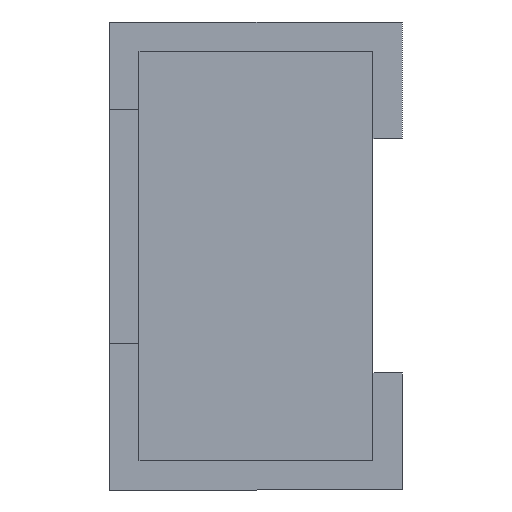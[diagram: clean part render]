
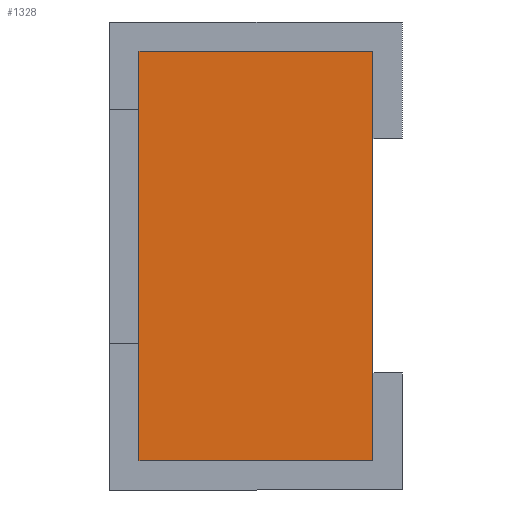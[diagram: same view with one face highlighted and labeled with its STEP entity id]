
A CAD part, left-side view. The second image highlights one B-rep face of the part: STEP entity #1328.
In plain terms, the highlighted planar face has unit normal (-1, 0, 0).
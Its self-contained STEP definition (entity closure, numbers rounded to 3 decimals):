
#1 = ORIENTED_EDGE ( 'NONE', *, *, #1218, .F. ) ;
#19 = CARTESIAN_POINT ( 'NONE',  ( -0.8, 0.45, 0.35 ) ) ;
#35 = DIRECTION ( 'NONE',  ( 0., 0., -1. ) ) ;
#58 = EDGE_CURVE ( 'NONE', #184, #973, #1315, .T. ) ;
#66 = AXIS2_PLACEMENT_3D ( 'NONE', #1483, #950, #35 ) ;
#153 = ORIENTED_EDGE ( 'NONE', *, *, #856, .F. ) ;
#184 = VERTEX_POINT ( 'NONE', #751 ) ;
#225 = ORIENTED_EDGE ( 'NONE', *, *, #58, .F. ) ;
#295 = VERTEX_POINT ( 'NONE', #1113 ) ;
#312 = VECTOR ( 'NONE', #1591, 1000. ) ;
#369 = VECTOR ( 'NONE', #1568, 1000. ) ;
#534 = VECTOR ( 'NONE', #1038, 1000. ) ;
#606 = PLANE ( 'NONE',  #66 ) ;
#624 = CARTESIAN_POINT ( 'NONE',  ( -0.8, 0.45, 0.35 ) ) ;
#751 = CARTESIAN_POINT ( 'NONE',  ( -0.8, 0.05, 0.35 ) ) ;
#773 = LINE ( 'NONE', #1037, #369 ) ;
#801 = EDGE_LOOP ( 'NONE', ( #1716, #1, #153, #225 ) ) ;
#856 = EDGE_CURVE ( 'NONE', #973, #295, #1453, .T. ) ;
#908 = DIRECTION ( 'NONE',  ( 0., 0., -1. ) ) ;
#950 = DIRECTION ( 'NONE',  ( 1., 0., 0. ) ) ;
#973 = VERTEX_POINT ( 'NONE', #1234 ) ;
#1033 = CARTESIAN_POINT ( 'NONE',  ( -0.8, 0.05, 0.35 ) ) ;
#1037 = CARTESIAN_POINT ( 'NONE',  ( -0.8, 0.45, 0.35 ) ) ;
#1038 = DIRECTION ( 'NONE',  ( 0., 1., 0. ) ) ;
#1113 = CARTESIAN_POINT ( 'NONE',  ( -0.8, 0.45, -0.35 ) ) ;
#1203 = FACE_OUTER_BOUND ( 'NONE', #801, .T. ) ;
#1218 = EDGE_CURVE ( 'NONE', #295, #1667, #773, .T. ) ;
#1219 = LINE ( 'NONE', #19, #312 ) ;
#1234 = CARTESIAN_POINT ( 'NONE',  ( -0.8, 0.05, -0.35 ) ) ;
#1315 = LINE ( 'NONE', #1033, #1707 ) ;
#1328 = ADVANCED_FACE ( 'NONE', ( #1203 ), #606, .F. ) ;
#1360 = EDGE_CURVE ( 'NONE', #1667, #184, #1219, .T. ) ;
#1453 = LINE ( 'NONE', #1584, #534 ) ;
#1483 = CARTESIAN_POINT ( 'NONE',  ( -0.8, 0., 0. ) ) ;
#1568 = DIRECTION ( 'NONE',  ( 0., 0., 1. ) ) ;
#1584 = CARTESIAN_POINT ( 'NONE',  ( -0.8, 0.45, -0.35 ) ) ;
#1591 = DIRECTION ( 'NONE',  ( 0., -1., 0. ) ) ;
#1667 = VERTEX_POINT ( 'NONE', #624 ) ;
#1707 = VECTOR ( 'NONE', #908, 1000. ) ;
#1716 = ORIENTED_EDGE ( 'NONE', *, *, #1360, .F. ) ;
